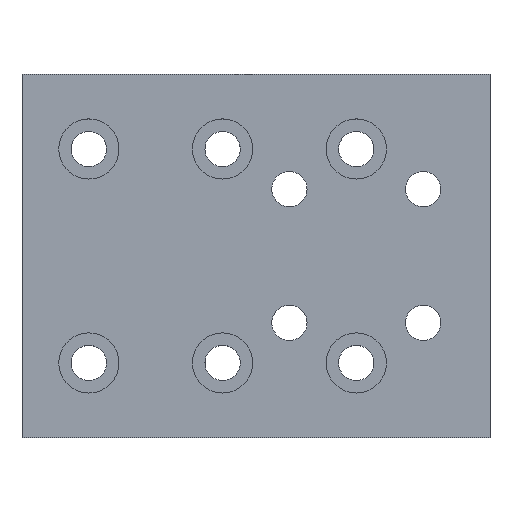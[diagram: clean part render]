
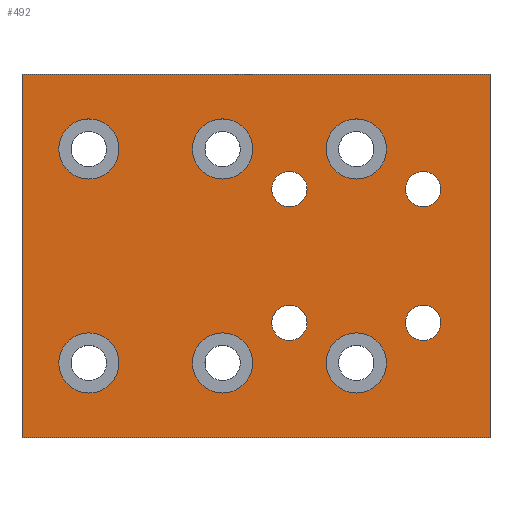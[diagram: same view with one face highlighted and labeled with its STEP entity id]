
A CAD part, top view. The second image highlights one B-rep face of the part: STEP entity #492.
In plain terms, the highlighted planar face has unit normal (0, 0, 1).
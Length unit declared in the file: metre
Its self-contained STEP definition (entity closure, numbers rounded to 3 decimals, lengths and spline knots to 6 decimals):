
#32=CIRCLE('',#542,0.0033);
#33=CIRCLE('',#543,0.0033);
#34=CIRCLE('',#544,0.0033);
#35=CIRCLE('',#545,0.0033);
#36=CIRCLE('',#546,0.005625);
#37=CIRCLE('',#547,0.005625);
#38=CIRCLE('',#548,0.005625);
#39=CIRCLE('',#549,0.005625);
#40=CIRCLE('',#550,0.005625);
#41=CIRCLE('',#551,0.005625);
#88=ORIENTED_EDGE('',*,*,#188,.T.);
#89=ORIENTED_EDGE('',*,*,#189,.T.);
#90=ORIENTED_EDGE('',*,*,#190,.T.);
#91=ORIENTED_EDGE('',*,*,#191,.T.);
#92=ORIENTED_EDGE('',*,*,#192,.T.);
#93=ORIENTED_EDGE('',*,*,#193,.T.);
#94=ORIENTED_EDGE('',*,*,#194,.T.);
#95=ORIENTED_EDGE('',*,*,#195,.T.);
#96=ORIENTED_EDGE('',*,*,#196,.T.);
#97=ORIENTED_EDGE('',*,*,#197,.T.);
#98=ORIENTED_EDGE('',*,*,#178,.F.);
#99=ORIENTED_EDGE('',*,*,#182,.T.);
#100=ORIENTED_EDGE('',*,*,#185,.T.);
#101=ORIENTED_EDGE('',*,*,#187,.F.);
#178=EDGE_CURVE('',#230,#231,#278,.T.);
#182=EDGE_CURVE('',#230,#233,#282,.T.);
#185=EDGE_CURVE('',#233,#235,#285,.T.);
#187=EDGE_CURVE('',#231,#235,#287,.T.);
#188=EDGE_CURVE('',#236,#236,#32,.F.);
#189=EDGE_CURVE('',#237,#237,#33,.F.);
#190=EDGE_CURVE('',#238,#238,#34,.F.);
#191=EDGE_CURVE('',#239,#239,#35,.F.);
#192=EDGE_CURVE('',#240,#240,#36,.T.);
#193=EDGE_CURVE('',#241,#241,#37,.T.);
#194=EDGE_CURVE('',#242,#242,#38,.T.);
#195=EDGE_CURVE('',#243,#243,#39,.T.);
#196=EDGE_CURVE('',#244,#244,#40,.T.);
#197=EDGE_CURVE('',#245,#245,#41,.T.);
#230=VERTEX_POINT('',#785);
#231=VERTEX_POINT('',#787);
#233=VERTEX_POINT('',#793);
#235=VERTEX_POINT('',#799);
#236=VERTEX_POINT('',#806);
#237=VERTEX_POINT('',#808);
#238=VERTEX_POINT('',#810);
#239=VERTEX_POINT('',#812);
#240=VERTEX_POINT('',#814);
#241=VERTEX_POINT('',#816);
#242=VERTEX_POINT('',#818);
#243=VERTEX_POINT('',#820);
#244=VERTEX_POINT('',#822);
#245=VERTEX_POINT('',#824);
#278=LINE('',#786,#290);
#282=LINE('',#794,#294);
#285=LINE('',#800,#297);
#287=LINE('',#803,#299);
#290=VECTOR('',#619,1.);
#294=VECTOR('',#625,1.);
#297=VECTOR('',#630,1.);
#299=VECTOR('',#634,1.);
#304=EDGE_LOOP('',(#88));
#305=EDGE_LOOP('',(#89));
#306=EDGE_LOOP('',(#90));
#307=EDGE_LOOP('',(#91));
#308=EDGE_LOOP('',(#92));
#309=EDGE_LOOP('',(#93));
#310=EDGE_LOOP('',(#94));
#311=EDGE_LOOP('',(#95));
#312=EDGE_LOOP('',(#96));
#313=EDGE_LOOP('',(#97));
#314=EDGE_LOOP('',(#98,#99,#100,#101));
#390=FACE_BOUND('',#304,.T.);
#391=FACE_BOUND('',#305,.T.);
#392=FACE_BOUND('',#306,.T.);
#393=FACE_BOUND('',#307,.T.);
#394=FACE_BOUND('',#308,.T.);
#395=FACE_BOUND('',#309,.T.);
#396=FACE_BOUND('',#310,.T.);
#397=FACE_BOUND('',#311,.T.);
#398=FACE_BOUND('',#312,.T.);
#399=FACE_BOUND('',#313,.T.);
#400=FACE_BOUND('',#314,.T.);
#476=PLANE('',#541);
#492=ADVANCED_FACE('',(#390,#391,#392,#393,#394,#395,#396,#397,#398,#399,
#400),#476,.T.);
#541=AXIS2_PLACEMENT_3D('',#804,#635,#636);
#542=AXIS2_PLACEMENT_3D('',#805,#637,#638);
#543=AXIS2_PLACEMENT_3D('',#807,#639,#640);
#544=AXIS2_PLACEMENT_3D('',#809,#641,#642);
#545=AXIS2_PLACEMENT_3D('',#811,#643,#644);
#546=AXIS2_PLACEMENT_3D('',#813,#645,#646);
#547=AXIS2_PLACEMENT_3D('',#815,#647,#648);
#548=AXIS2_PLACEMENT_3D('',#817,#649,#650);
#549=AXIS2_PLACEMENT_3D('',#819,#651,#652);
#550=AXIS2_PLACEMENT_3D('',#821,#653,#654);
#551=AXIS2_PLACEMENT_3D('',#823,#655,#656);
#619=DIRECTION('',(1.,0.,0.));
#625=DIRECTION('',(0.,-1.,0.));
#630=DIRECTION('',(1.,0.,0.));
#634=DIRECTION('',(0.,-1.,0.));
#635=DIRECTION('',(0.,0.,1.));
#636=DIRECTION('',(1.,0.,0.));
#637=DIRECTION('',(0.,0.,1.));
#638=DIRECTION('',(1.,0.,0.));
#639=DIRECTION('',(0.,0.,1.));
#640=DIRECTION('',(1.,0.,0.));
#641=DIRECTION('',(0.,0.,1.));
#642=DIRECTION('',(1.,0.,0.));
#643=DIRECTION('',(0.,0.,1.));
#644=DIRECTION('',(1.,0.,0.));
#645=DIRECTION('',(0.,0.,-1.));
#646=DIRECTION('',(-1.,0.,0.));
#647=DIRECTION('',(0.,0.,-1.));
#648=DIRECTION('',(-1.,0.,0.));
#649=DIRECTION('',(0.,0.,-1.));
#650=DIRECTION('',(-1.,0.,0.));
#651=DIRECTION('',(0.,0.,-1.));
#652=DIRECTION('',(-1.,0.,0.));
#653=DIRECTION('',(0.,0.,-1.));
#654=DIRECTION('',(-1.,0.,0.));
#655=DIRECTION('',(0.,0.,-1.));
#656=DIRECTION('',(-1.,0.,0.));
#785=CARTESIAN_POINT('',(-0.04375,0.034,0.012));
#786=CARTESIAN_POINT('',(0.,0.034,0.012));
#787=CARTESIAN_POINT('',(0.04375,0.034,0.012));
#793=CARTESIAN_POINT('',(-0.04375,-0.034,0.012));
#794=CARTESIAN_POINT('',(-0.04375,0.,0.012));
#799=CARTESIAN_POINT('',(0.04375,-0.034,0.012));
#800=CARTESIAN_POINT('',(0.,-0.034,0.012));
#803=CARTESIAN_POINT('',(0.04375,0.,0.012));
#804=CARTESIAN_POINT('',(0.,0.,0.012));
#805=CARTESIAN_POINT('',(0.00625,0.0125,0.012));
#806=CARTESIAN_POINT('',(0.00955,0.0125,0.012));
#807=CARTESIAN_POINT('',(0.03125,0.0125,0.012));
#808=CARTESIAN_POINT('',(0.03455,0.0125,0.012));
#809=CARTESIAN_POINT('',(0.03125,-0.0125,0.012));
#810=CARTESIAN_POINT('',(0.03455,-0.0125,0.012));
#811=CARTESIAN_POINT('',(0.00625,-0.0125,0.012));
#812=CARTESIAN_POINT('',(0.00955,-0.0125,0.012));
#813=CARTESIAN_POINT('',(-0.03125,-0.02,0.012));
#814=CARTESIAN_POINT('',(-0.036875,-0.02,0.012));
#815=CARTESIAN_POINT('',(0.01875,-0.02,0.012));
#816=CARTESIAN_POINT('',(0.013125,-0.02,0.012));
#817=CARTESIAN_POINT('',(-0.00625,-0.02,0.012));
#818=CARTESIAN_POINT('',(-0.011875,-0.02,0.012));
#819=CARTESIAN_POINT('',(0.01875,0.02,0.012));
#820=CARTESIAN_POINT('',(0.013125,0.02,0.012));
#821=CARTESIAN_POINT('',(-0.00625,0.02,0.012));
#822=CARTESIAN_POINT('',(-0.011875,0.02,0.012));
#823=CARTESIAN_POINT('',(-0.03125,0.02,0.012));
#824=CARTESIAN_POINT('',(-0.036875,0.02,0.012));
